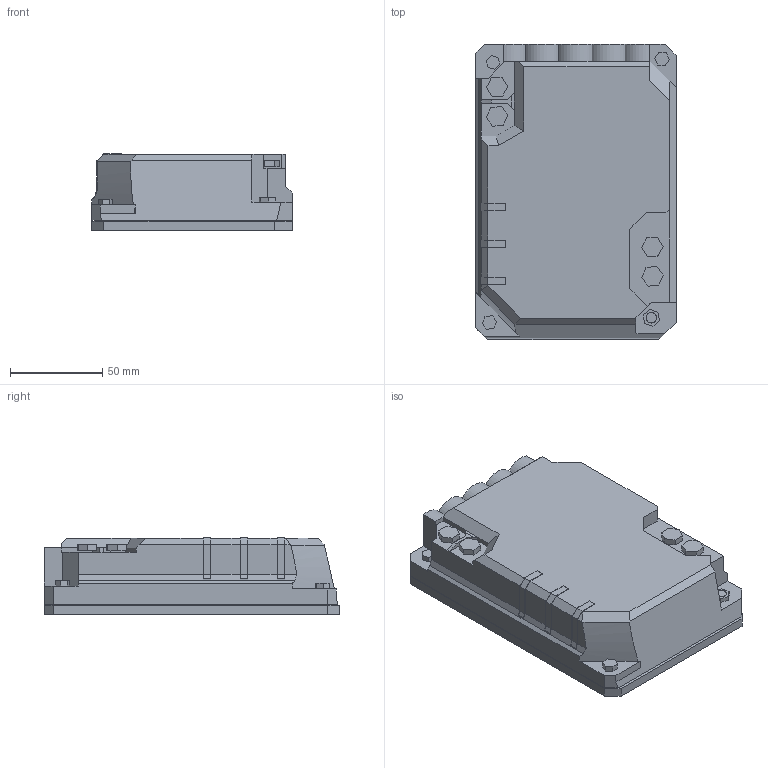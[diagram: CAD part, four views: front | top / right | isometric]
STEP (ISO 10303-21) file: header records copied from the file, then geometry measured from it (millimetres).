
FILE_DESCRIPTION(/* description */ (''),/* implementation_level */ '2;1');
FILE_NAME(/* name */ 'a.step',/* time_stamp */ '2020-01-22T16:47:04+03:00',/* author */ (''),/* organization */ (''),/* preprocessor_version */ 'ST-DEVELOPER v18',/* originating_system */ 'Autodesk Translation Framework v8.12.0.6',/* authorisation */ '');
FILE_SCHEMA (('AUTOMOTIVE_DESIGN { 1 0 10303 214 3 1 1 }'));
Length unit declared in the file: millimetre
Products named in the file (1): a
Bounding box: 108.49 x 160 x 41.42 mm (x, y, z)
Volume: 626171 mm3; surface area: 89048.2 mm2
Topology: 6 solids, 6 shells, 166 faces, 441 edges, 292 vertices
Faces by surface type: plane 157, cylinder 9
Full cylindrical faces by diameter (mm): 5.657 x1
Entity records: 5133 total; most frequent: CARTESIAN_POINT 900, ORIENTED_EDGE 882, DIRECTION 798, EDGE_CURVE 441, LINE 418, VECTOR 418, VERTEX_POINT 292, AXIS2_PLACEMENT_3D 190
